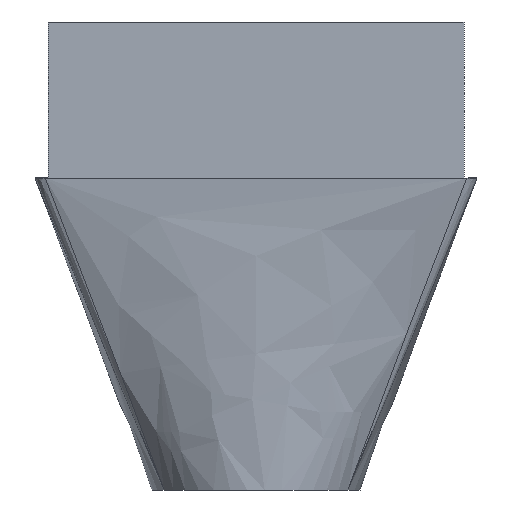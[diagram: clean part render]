
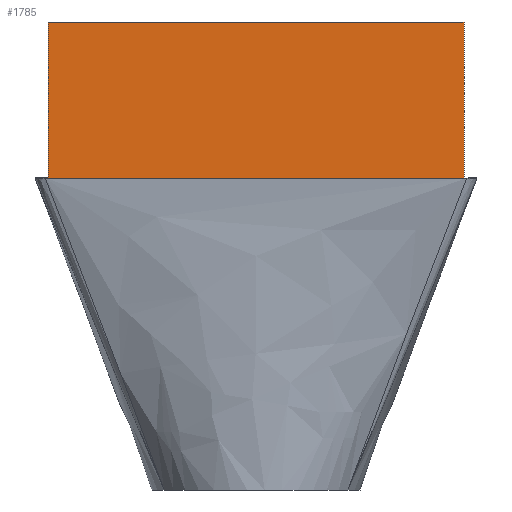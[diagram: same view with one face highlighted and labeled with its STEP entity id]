
A CAD part, front view. The second image highlights one B-rep face of the part: STEP entity #1785.
In plain terms, the highlighted planar face has unit normal (0, -1, 0).
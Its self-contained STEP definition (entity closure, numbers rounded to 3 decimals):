
#75 = CARTESIAN_POINT ( 'NONE',  ( 50.8, -25.4, 114.3 ) ) ;
#335 = FACE_OUTER_BOUND ( 'NONE', #2458, .T. ) ;
#384 = ORIENTED_EDGE ( 'NONE', *, *, #3324, .F. ) ;
#472 = ORIENTED_EDGE ( 'NONE', *, *, #1156, .T. ) ;
#492 = LINE ( 'NONE', #2477, #2809 ) ;
#831 = CARTESIAN_POINT ( 'NONE',  ( -50.8, -25.4, 114.3 ) ) ;
#851 = VECTOR ( 'NONE', #1313, 1000. ) ;
#967 = CARTESIAN_POINT ( 'NONE',  ( -50.8, -25.4, 76.2 ) ) ;
#1145 = CARTESIAN_POINT ( 'NONE',  ( 50.8, -25.4, 114.3 ) ) ;
#1156 = EDGE_CURVE ( 'NONE', #2387, #2537, #1367, .T. ) ;
#1196 = DIRECTION ( 'NONE',  ( -1., 0., 0. ) ) ;
#1313 = DIRECTION ( 'NONE',  ( 0., 0., -1. ) ) ;
#1325 = ORIENTED_EDGE ( 'NONE', *, *, #2793, .F. ) ;
#1367 = LINE ( 'NONE', #831, #3499 ) ;
#1459 = DIRECTION ( 'NONE',  ( 0., -1., 0. ) ) ;
#1547 = LINE ( 'NONE', #75, #1853 ) ;
#1645 = LINE ( 'NONE', #1905, #851 ) ;
#1754 = DIRECTION ( 'NONE',  ( 1., 0., 0. ) ) ;
#1785 = ADVANCED_FACE ( 'NONE', ( #335 ), #3178, .T. ) ;
#1820 = CARTESIAN_POINT ( 'NONE',  ( 50.8, -25.4, 76.2 ) ) ;
#1853 = VECTOR ( 'NONE', #1196, 1000. ) ;
#1905 = CARTESIAN_POINT ( 'NONE',  ( 50.8, -25.4, 114.3 ) ) ;
#2387 = VERTEX_POINT ( 'NONE', #2906 ) ;
#2458 = EDGE_LOOP ( 'NONE', ( #1325, #384, #2723, #472 ) ) ;
#2477 = CARTESIAN_POINT ( 'NONE',  ( 50.8, -25.4, 76.2 ) ) ;
#2498 = VERTEX_POINT ( 'NONE', #1820 ) ;
#2518 = DIRECTION ( 'NONE',  ( 0., 0., -1. ) ) ;
#2537 = VERTEX_POINT ( 'NONE', #967 ) ;
#2723 = ORIENTED_EDGE ( 'NONE', *, *, #3618, .T. ) ;
#2793 = EDGE_CURVE ( 'NONE', #2498, #2537, #492, .T. ) ;
#2809 = VECTOR ( 'NONE', #3625, 1000. ) ;
#2906 = CARTESIAN_POINT ( 'NONE',  ( -50.8, -25.4, 114.3 ) ) ;
#3178 = PLANE ( 'NONE',  #3562 ) ;
#3324 = EDGE_CURVE ( 'NONE', #3476, #2498, #1645, .T. ) ;
#3408 = CARTESIAN_POINT ( 'NONE',  ( 50.8, -25.4, 114.3 ) ) ;
#3476 = VERTEX_POINT ( 'NONE', #1145 ) ;
#3499 = VECTOR ( 'NONE', #2518, 1000. ) ;
#3562 = AXIS2_PLACEMENT_3D ( 'NONE', #3408, #1459, #1754 ) ;
#3618 = EDGE_CURVE ( 'NONE', #3476, #2387, #1547, .T. ) ;
#3625 = DIRECTION ( 'NONE',  ( -1., 0., 0. ) ) ;
